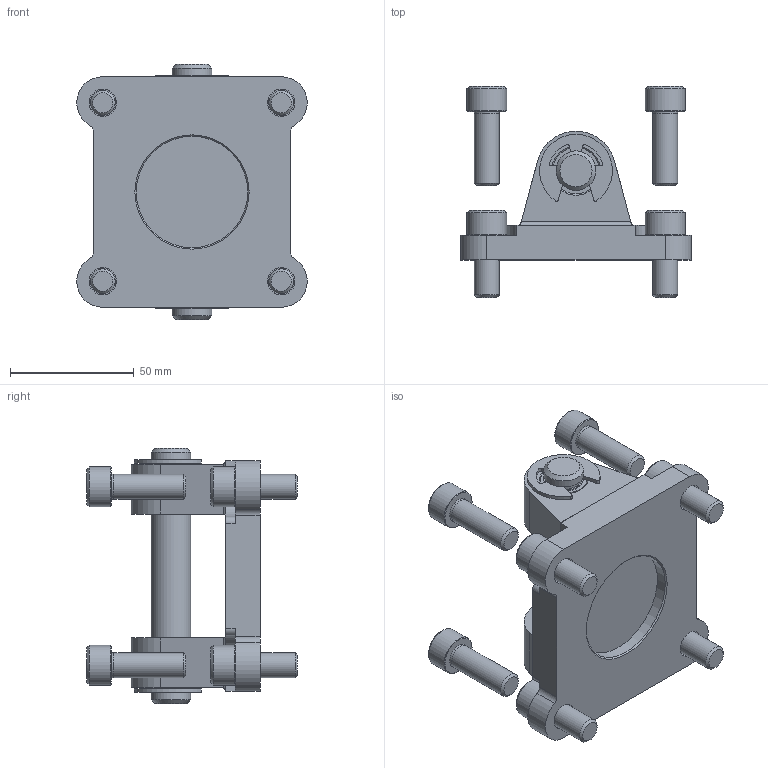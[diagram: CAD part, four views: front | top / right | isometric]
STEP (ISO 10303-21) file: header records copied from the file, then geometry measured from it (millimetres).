
FILE_DESCRIPTION(/* description */ ('STEP AP214'),/* implementation_level */ '2;1');
FILE_NAME(/* name */ '176948_SNCB-80-R3',/* time_stamp */ '2024-09-15T09:18:57+02:00',/* author */ ('License CC BY-ND 4.0'),/* organization */ ('CADENAS'),/* preprocessor_version */ 'ST-DEVELOPER v19.3',/* originating_system */ 'PARTsolutions',/* authorisation */ ' ');
FILE_SCHEMA (('AUTOMOTIVE_DESIGN {1 0 10303 214 3 1 1}'));
Length unit declared in the file: millimetre
Products named in the file (6): 176948 SNCB-80-R3---(0); 176948 SNCB-80-R3---(SF_00); DIN-912 - M10x25(F); 374759 BZ-16-091,0-AA (103); DIN-6799 15; DIN-912 - M10x30(F)
Assembly tree (12 placements, depth 2):
  176948 SNCB-80-R3---(0)
    176948 SNCB-80-R3---(SF_00)
    DIN-912 - M10x25(F)  x4
    374759 BZ-16-091,0-AA (103)
    DIN-6799 15  x2
    DIN-912 - M10x30(F)  x4
Bounding box: 93 x 85 x 103 mm (x, y, z)
Volume: 184634.6 mm3; surface area: 52283.6 mm2
Topology: 12 solids, 12 shells, 354 faces, 761 edges, 448 vertices
Faces by surface type: plane 169, cone 93, cylinder 92
Full cylindrical faces by diameter (mm): 10 x8, 11 x4, 15 x2, 16 x13, 18.56 x2, 18.76 x2, 45 x1
Entity records: 4554 total; most frequent: DIRECTION 812, CARTESIAN_POINT 793, ORIENTED_EDGE 650, AXIS2_PLACEMENT_3D 330, EDGE_CURVE 325, VERTEX_POINT 223, FACE_BOUND 220, EDGE_LOOP 218
